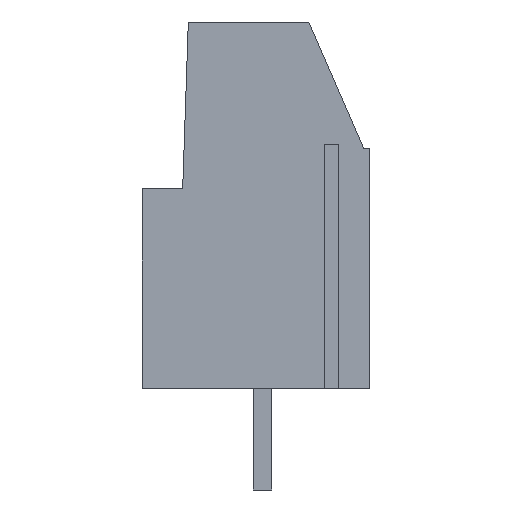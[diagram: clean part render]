
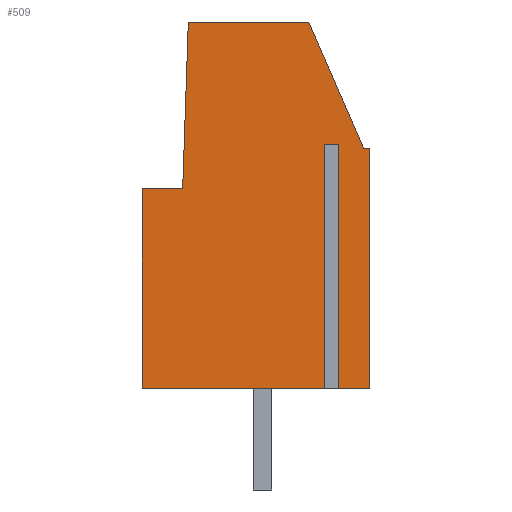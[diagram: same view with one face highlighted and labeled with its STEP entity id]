
A CAD part, left-side view. The second image highlights one B-rep face of the part: STEP entity #509.
In plain terms, the highlighted planar face has unit normal (-1, 0, 0).
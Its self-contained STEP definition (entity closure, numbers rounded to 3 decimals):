
#13=DIRECTION('',(0.,0.,1.));
#21=EDGE_CURVE('',#22,#24,#26,.T.);
#22=VERTEX_POINT('',#23);
#23=CARTESIAN_POINT('',(-2.54,-5.283,0.));
#24=VERTEX_POINT('',#25);
#25=CARTESIAN_POINT('',(-2.54,-3.562,0.));
#26=LINE('',#23,#27);
#27=VECTOR('',#28,1.);
#28=DIRECTION('',(0.,1.,0.));
#35=DIRECTION('',(1.,0.,0.));
#53=VECTOR('',#54,1.);
#54=DIRECTION('',(0.,-1.,0.));
#68=VERTEX_POINT('',#69);
#69=CARTESIAN_POINT('',(-2.54,5.917,0.));
#72=EDGE_CURVE('',#73,#68,#26,.T.);
#73=VERTEX_POINT('',#74);
#74=CARTESIAN_POINT('',(-2.54,-3.205,0.));
#509=ADVANCED_FACE('',(#510),#569,.F.);
#510=FACE_BOUND('',#511,.F.);
#511=EDGE_LOOP('',(#512,#521,#526,#532,#533,#539,#544,#547,#548,#553,#558,#565));
#512=ORIENTED_EDGE('',*,*,#513,.T.);
#513=EDGE_CURVE('',#514,#516,#518,.T.);
#514=VERTEX_POINT('',#515);
#515=CARTESIAN_POINT('',(-2.54,-2.283,18.));
#516=VERTEX_POINT('',#517);
#517=CARTESIAN_POINT('',(-2.54,-4.983,11.8));
#518=LINE('',#515,#519);
#519=VECTOR('',#520,1.);
#520=DIRECTION('',(0.,-0.399,-0.917));
#521=ORIENTED_EDGE('',*,*,#522,.T.);
#522=EDGE_CURVE('',#516,#523,#525,.T.);
#523=VERTEX_POINT('',#524);
#524=CARTESIAN_POINT('',(-2.54,-5.283,11.8));
#525=LINE('',#517,#53);
#526=ORIENTED_EDGE('',*,*,#527,.T.);
#527=EDGE_CURVE('',#523,#22,#528,.T.);
#528=LINE('',#529,#530);
#529=CARTESIAN_POINT('',(-2.54,-5.283,18.));
#530=VECTOR('',#531,1.);
#531=DIRECTION('',(0.,0.,-1.));
#532=ORIENTED_EDGE('',*,*,#21,.T.);
#533=ORIENTED_EDGE('',*,*,#534,.T.);
#534=EDGE_CURVE('',#24,#535,#537,.T.);
#535=VERTEX_POINT('',#536);
#536=CARTESIAN_POINT('',(-2.54,-3.562,12.));
#537=LINE('',#25,#538);
#538=VECTOR('',#13,1.);
#539=ORIENTED_EDGE('',*,*,#540,.T.);
#540=EDGE_CURVE('',#535,#541,#543,.T.);
#541=VERTEX_POINT('',#542);
#542=CARTESIAN_POINT('',(-2.54,-3.205,12.));
#543=LINE('',#536,#27);
#544=ORIENTED_EDGE('',*,*,#545,.F.);
#545=EDGE_CURVE('',#73,#541,#546,.T.);
#546=LINE('',#74,#538);
#547=ORIENTED_EDGE('',*,*,#72,.T.);
#548=ORIENTED_EDGE('',*,*,#549,.T.);
#549=EDGE_CURVE('',#68,#550,#552,.T.);
#550=VERTEX_POINT('',#551);
#551=CARTESIAN_POINT('',(-2.54,5.917,9.8));
#552=LINE('',#69,#538);
#553=ORIENTED_EDGE('',*,*,#554,.F.);
#554=EDGE_CURVE('',#555,#550,#557,.T.);
#555=VERTEX_POINT('',#556);
#556=CARTESIAN_POINT('',(-2.54,3.92,9.8));
#557=LINE('',#556,#27);
#558=ORIENTED_EDGE('',*,*,#559,.F.);
#559=EDGE_CURVE('',#560,#555,#562,.T.);
#560=VERTEX_POINT('',#561);
#561=CARTESIAN_POINT('',(-2.54,3.644,18.));
#562=LINE('',#561,#563);
#563=VECTOR('',#564,1.);
#564=DIRECTION('',(0.,0.034,-0.999));
#565=ORIENTED_EDGE('',*,*,#566,.T.);
#566=EDGE_CURVE('',#560,#514,#567,.T.);
#567=LINE('',#568,#53);
#568=CARTESIAN_POINT('',(-2.54,5.917,18.));
#569=PLANE('',#570);
#570=AXIS2_PLACEMENT_3D('',#571,#35,#572);
#571=CARTESIAN_POINT('',(-2.54,0.317,9.));
#572=DIRECTION('',(-0.,0.,1.));
